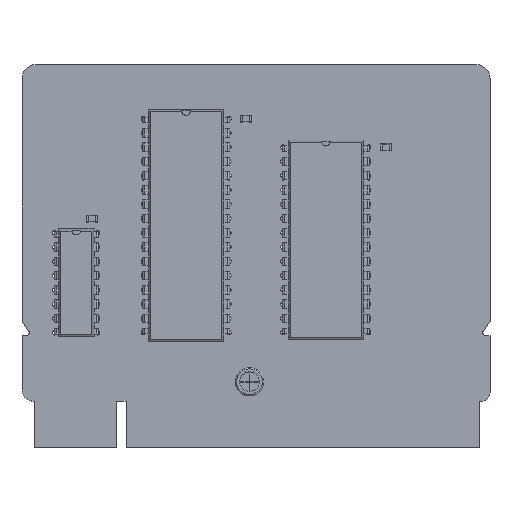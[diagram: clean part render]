
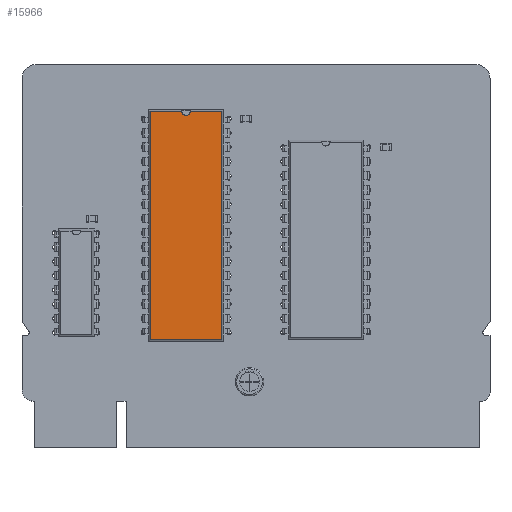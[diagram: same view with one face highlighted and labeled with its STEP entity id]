
A CAD part, top view. The second image highlights one B-rep face of the part: STEP entity #15966.
In plain terms, the highlighted planar face has unit normal (0, 0, 1).
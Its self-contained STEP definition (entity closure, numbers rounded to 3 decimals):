
#9170 = VERTEX_POINT('',#9171);
#9171 = CARTESIAN_POINT('',(13.952,1.252,3.68));
#9176 = EDGE_CURVE('',#9177,#9170,#9179,.T.);
#9177 = VERTEX_POINT('',#9178);
#9178 = CARTESIAN_POINT('',(13.952,-39.352,3.68));
#9179 = LINE('',#9180,#9181);
#9180 = CARTESIAN_POINT('',(13.952,-39.352,3.68));
#9181 = VECTOR('',#9182,1.);
#9182 = DIRECTION('',(0.,1.,0.));
#12336 = VERTEX_POINT('',#12337);
#12337 = CARTESIAN_POINT('',(1.288,1.252,3.68));
#12342 = EDGE_CURVE('',#12343,#12336,#12345,.T.);
#12343 = VERTEX_POINT('',#12344);
#12344 = CARTESIAN_POINT('',(6.874,1.252,3.68));
#12345 = LINE('',#12346,#12347);
#12346 = CARTESIAN_POINT('',(13.952,1.252,3.68));
#12347 = VECTOR('',#12348,1.);
#12348 = DIRECTION('',(-1.,0.,0.));
#12563 = VERTEX_POINT('',#12564);
#12564 = CARTESIAN_POINT('',(8.366,1.252,3.68));
#12668 = EDGE_CURVE('',#9170,#12563,#12669,.T.);
#12669 = LINE('',#12670,#12671);
#12670 = CARTESIAN_POINT('',(13.952,1.252,3.68));
#12671 = VECTOR('',#12672,1.);
#12672 = DIRECTION('',(-1.,0.,0.));
#12796 = VERTEX_POINT('',#12797);
#12797 = CARTESIAN_POINT('',(1.288,-39.352,3.68));
#12802 = EDGE_CURVE('',#12336,#12796,#12803,.T.);
#12803 = LINE('',#12804,#12805);
#12804 = CARTESIAN_POINT('',(1.288,1.252,3.68));
#12805 = VECTOR('',#12806,1.);
#12806 = DIRECTION('',(0.,-1.,0.));
#15955 = EDGE_CURVE('',#12796,#9177,#15956,.T.);
#15956 = LINE('',#15957,#15958);
#15957 = CARTESIAN_POINT('',(1.288,-39.352,3.68));
#15958 = VECTOR('',#15959,1.);
#15959 = DIRECTION('',(1.,0.,0.));
#15966 = ADVANCED_FACE('',(#15967),#15990,.F.);
#15967 = FACE_BOUND('',#15968,.F.);
#15968 = EDGE_LOOP('',(#15969,#15970,#15971,#15972,#15973,#15982,#15989)
  );
#15969 = ORIENTED_EDGE('',*,*,#9176,.F.);
#15970 = ORIENTED_EDGE('',*,*,#15955,.F.);
#15971 = ORIENTED_EDGE('',*,*,#12802,.F.);
#15972 = ORIENTED_EDGE('',*,*,#12342,.F.);
#15973 = ORIENTED_EDGE('',*,*,#15974,.F.);
#15974 = EDGE_CURVE('',#15975,#12343,#15977,.T.);
#15975 = VERTEX_POINT('',#15976);
#15976 = CARTESIAN_POINT('',(7.62,0.577,3.68));
#15977 = CIRCLE('',#15978,0.75);
#15978 = AXIS2_PLACEMENT_3D('',#15979,#15980,#15981);
#15979 = CARTESIAN_POINT('',(7.62,1.327,3.68));
#15980 = DIRECTION('',(0.,-0.,-1.));
#15981 = DIRECTION('',(0.,-1.,0.));
#15982 = ORIENTED_EDGE('',*,*,#15983,.F.);
#15983 = EDGE_CURVE('',#12563,#15975,#15984,.T.);
#15984 = CIRCLE('',#15985,0.75);
#15985 = AXIS2_PLACEMENT_3D('',#15986,#15987,#15988);
#15986 = CARTESIAN_POINT('',(7.62,1.327,3.68));
#15987 = DIRECTION('',(0.,-0.,-1.));
#15988 = DIRECTION('',(0.,-1.,0.));
#15989 = ORIENTED_EDGE('',*,*,#12668,.F.);
#15990 = PLANE('',#15991);
#15991 = AXIS2_PLACEMENT_3D('',#15992,#15993,#15994);
#15992 = CARTESIAN_POINT('',(13.952,-39.352,3.68));
#15993 = DIRECTION('',(-0.,0.,-1.));
#15994 = DIRECTION('',(-0.298,0.955,0.));
